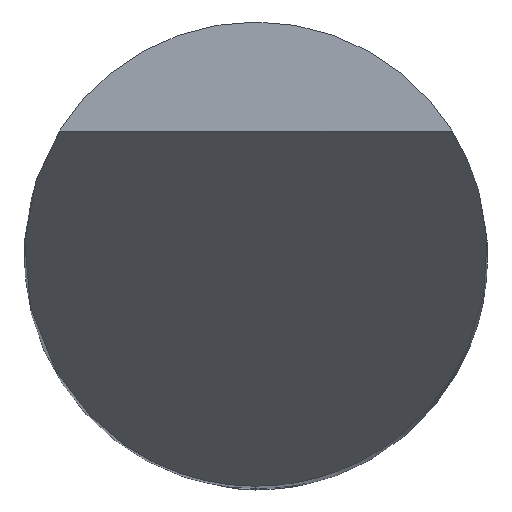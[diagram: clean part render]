
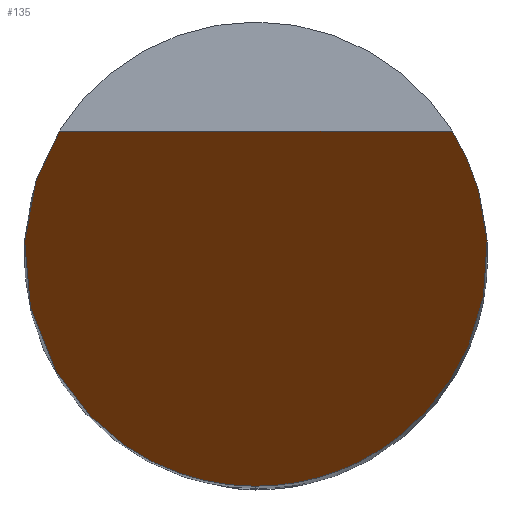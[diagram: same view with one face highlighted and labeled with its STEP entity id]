
A CAD part, top view. The second image highlights one B-rep face of the part: STEP entity #135.
In plain terms, the highlighted planar face has unit normal (0, -0.866, 0.5).
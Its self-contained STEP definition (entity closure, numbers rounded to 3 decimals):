
#56=PLANE('',#809);
#88=LINE('',#1256,#113);
#113=VECTOR('',#910,1.);
#135=ADVANCED_FACE('',(#186),#56,.F.);
#186=FACE_OUTER_BOUND('',#228,.T.);
#228=EDGE_LOOP('',(#346,#347,#348));
#346=ORIENTED_EDGE('',*,*,#600,.T.);
#347=ORIENTED_EDGE('',*,*,#610,.T.);
#348=ORIENTED_EDGE('',*,*,#626,.T.);
#526=VERTEX_POINT('',#1127);
#527=VERTEX_POINT('',#1132);
#533=VERTEX_POINT('',#1163);
#600=EDGE_CURVE('',#527,#526,#748,.T.);
#610=EDGE_CURVE('',#526,#533,#751,.T.);
#626=EDGE_CURVE('',#533,#527,#88,.T.);
#748=(
BOUNDED_CURVE()
B_SPLINE_CURVE(3,(#1128,#1129,#1130,#1131),.UNSPECIFIED.,.F.,.F.)
B_SPLINE_CURVE_WITH_KNOTS((4,4),(0.,1.),.UNSPECIFIED.)
CURVE()
GEOMETRIC_REPRESENTATION_ITEM()
RATIONAL_B_SPLINE_CURVE((1.,0.657,0.657,1.))
REPRESENTATION_ITEM('')
);
#751=(
BOUNDED_CURVE()
B_SPLINE_CURVE(3,(#1164,#1165,#1166,#1167),.UNSPECIFIED.,.F.,.F.)
B_SPLINE_CURVE_WITH_KNOTS((4,4),(0.,1.),.UNSPECIFIED.)
CURVE()
GEOMETRIC_REPRESENTATION_ITEM()
RATIONAL_B_SPLINE_CURVE((1.,0.657,0.657,1.))
REPRESENTATION_ITEM('')
);
#809=AXIS2_PLACEMENT_3D('',#1258,#913,#914);
#910=DIRECTION('',(-1.,0.,0.));
#913=DIRECTION('',(0.,0.866,-0.5));
#914=DIRECTION('',(0.,0.5,0.866));
#1127=CARTESIAN_POINT('',(0.,-3.,-5.196));
#1128=CARTESIAN_POINT('',(-2.545,1.588,2.75));
#1129=CARTESIAN_POINT('',(-3.955,-0.672,-1.163));
#1130=CARTESIAN_POINT('',(-2.663,-3.,-5.196));
#1131=CARTESIAN_POINT('',(0.,-3.,-5.196));
#1132=CARTESIAN_POINT('',(-2.545,1.588,2.75));
#1163=CARTESIAN_POINT('',(2.545,1.588,2.75));
#1164=CARTESIAN_POINT('',(0.,-3.,-5.196));
#1165=CARTESIAN_POINT('',(2.663,-3.,-5.196));
#1166=CARTESIAN_POINT('',(3.955,-0.672,-1.163));
#1167=CARTESIAN_POINT('',(2.545,1.588,2.75));
#1256=CARTESIAN_POINT('',(0.,1.588,2.75));
#1258=CARTESIAN_POINT('',(3.,-3.,-5.196));
